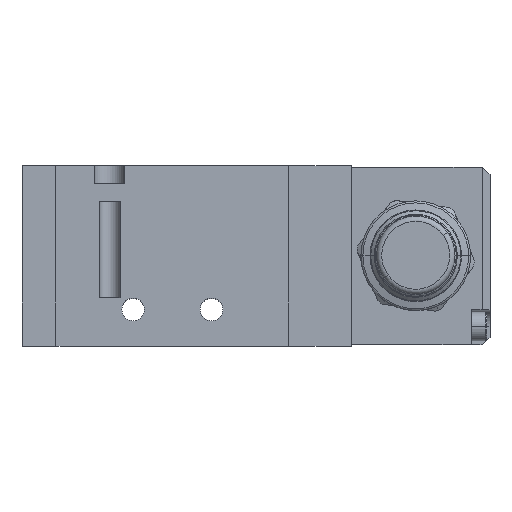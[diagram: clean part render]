
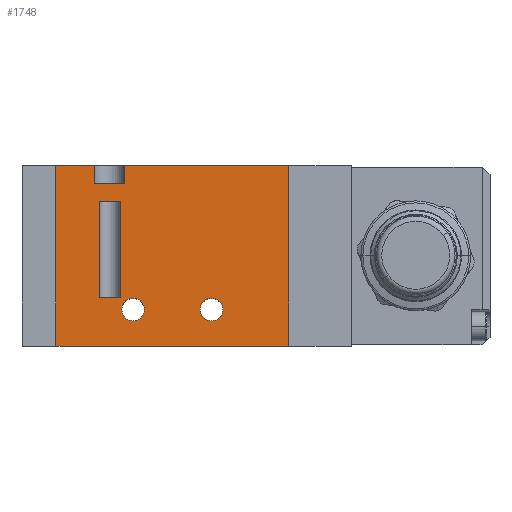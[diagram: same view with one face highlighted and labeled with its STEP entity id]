
A CAD part, top view. The second image highlights one B-rep face of the part: STEP entity #1748.
In plain terms, the highlighted planar face has unit normal (0, 0, 1).
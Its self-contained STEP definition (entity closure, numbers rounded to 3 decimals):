
#1748 = ADVANCED_FACE ( 'NONE', ( #3864, #3865, #3866, #3867 ), #12414, .T. ) ;
#3328 = EDGE_LOOP ( 'NONE', ( #11525, #11526 ) ) ;
#3329 = EDGE_LOOP ( 'NONE', ( #11527, #11528 ) ) ;
#3330 = EDGE_LOOP ( 'NONE', ( #11529, #11530, #11531, #11532, #11533, #11534, #11535, #11536 ) ) ;
#3351 = EDGE_LOOP ( 'NONE', ( #11537, #11538, #11539, #11540 ) ) ;
#3864 = FACE_BOUND ( 'NONE', #3328, .T. ) ;
#3865 = FACE_BOUND ( 'NONE', #3329, .T. ) ;
#3866 = FACE_OUTER_BOUND ( 'NONE', #3330, .T. ) ;
#3867 = FACE_BOUND ( 'NONE', #3351, .T. ) ;
#4521 = CARTESIAN_POINT ( 'NONE',  ( -7.5, -10.25, 11.5 ) ) ;
#4522 = DIRECTION ( 'NONE',  ( 0., 0., -1. ) ) ;
#4523 = DIRECTION ( 'NONE',  ( -1., 0., 0. ) ) ;
#4531 = CARTESIAN_POINT ( 'NONE',  ( 7.5, -10.25, 11.5 ) ) ;
#4532 = DIRECTION ( 'NONE',  ( 0., 0., -1. ) ) ;
#4533 = DIRECTION ( 'NONE',  ( -1., 0., 0. ) ) ;
#4657 = CARTESIAN_POINT ( 'NONE',  ( -7.5, -10.25, 11.5 ) ) ;
#4658 = DIRECTION ( 'NONE',  ( 0., 0., -1. ) ) ;
#4659 = DIRECTION ( 'NONE',  ( -1., 0., 0. ) ) ;
#4660 = CARTESIAN_POINT ( 'NONE',  ( 7.5, -10.25, 11.5 ) ) ;
#4661 = DIRECTION ( 'NONE',  ( 0., 0., -1. ) ) ;
#4662 = DIRECTION ( 'NONE',  ( -1., 0., 0. ) ) ;
#4663 = CARTESIAN_POINT ( 'NONE',  ( -9.1, 13.75, 11.5 ) ) ;
#4664 = DIRECTION ( 'NONE',  ( 0., 1., 0. ) ) ;
#4665 = CARTESIAN_POINT ( 'NONE',  ( -14.9, 13.75, 11.5 ) ) ;
#4666 = DIRECTION ( 'NONE',  ( 1., 0., 0. ) ) ;
#4667 = CARTESIAN_POINT ( 'NONE',  ( -14.9, 13.75, 11.5 ) ) ;
#4668 = DIRECTION ( 'NONE',  ( 0., 1., 0. ) ) ;
#4669 = CARTESIAN_POINT ( 'NONE',  ( -22.25, 17.25, 11.5 ) ) ;
#4670 = DIRECTION ( 'NONE',  ( 1., 0., 0. ) ) ;
#4671 = CARTESIAN_POINT ( 'NONE',  ( -22.25, -17.25, 11.5 ) ) ;
#4672 = DIRECTION ( 'NONE',  ( 0., 1., 0. ) ) ;
#4673 = CARTESIAN_POINT ( 'NONE',  ( -22.25, -17.25, 11.5 ) ) ;
#4674 = DIRECTION ( 'NONE',  ( 1., 0., 0. ) ) ;
#4675 = CARTESIAN_POINT ( 'NONE',  ( 22.25, -17.25, 11.5 ) ) ;
#4676 = DIRECTION ( 'NONE',  ( 0., 1., 0. ) ) ;
#4677 = CARTESIAN_POINT ( 'NONE',  ( -22.25, 17.25, 11.5 ) ) ;
#4678 = DIRECTION ( 'NONE',  ( 1., 0., 0. ) ) ;
#4679 = CARTESIAN_POINT ( 'NONE',  ( -10., -8.05, 11.5 ) ) ;
#4680 = DIRECTION ( 'NONE',  ( 0., 1., 0. ) ) ;
#4681 = CARTESIAN_POINT ( 'NONE',  ( -10., -8.05, 11.5 ) ) ;
#4682 = DIRECTION ( 'NONE',  ( 1., 0., 0. ) ) ;
#4683 = CARTESIAN_POINT ( 'NONE',  ( -14., -8.05, 11.5 ) ) ;
#4684 = DIRECTION ( 'NONE',  ( 0., 1., 0. ) ) ;
#4685 = CARTESIAN_POINT ( 'NONE',  ( -10., 10.45, 11.5 ) ) ;
#4686 = DIRECTION ( 'NONE',  ( 1., 0., 0. ) ) ;
#6224 = CARTESIAN_POINT ( 'NONE',  ( -5.35, -10.25, 11.5 ) ) ;
#6225 = CARTESIAN_POINT ( 'NONE',  ( -9.65, -10.25, 11.5 ) ) ;
#6228 = CARTESIAN_POINT ( 'NONE',  ( 9.65, -10.25, 11.5 ) ) ;
#6229 = CARTESIAN_POINT ( 'NONE',  ( 5.35, -10.25, 11.5 ) ) ;
#6277 = CARTESIAN_POINT ( 'NONE',  ( -9.1, 13.75, 11.5 ) ) ;
#6278 = CARTESIAN_POINT ( 'NONE',  ( -9.1, 17.25, 11.5 ) ) ;
#6279 = CARTESIAN_POINT ( 'NONE',  ( -14.9, 13.75, 11.5 ) ) ;
#6280 = CARTESIAN_POINT ( 'NONE',  ( -14.9, 17.25, 11.5 ) ) ;
#6281 = CARTESIAN_POINT ( 'NONE',  ( -22.25, 17.25, 11.5 ) ) ;
#6282 = CARTESIAN_POINT ( 'NONE',  ( -22.25, -17.25, 11.5 ) ) ;
#6283 = CARTESIAN_POINT ( 'NONE',  ( 22.25, -17.25, 11.5 ) ) ;
#6284 = CARTESIAN_POINT ( 'NONE',  ( 22.25, 17.25, 11.5 ) ) ;
#6285 = CARTESIAN_POINT ( 'NONE',  ( -10., -8.05, 11.5 ) ) ;
#6286 = CARTESIAN_POINT ( 'NONE',  ( -10., 10.45, 11.5 ) ) ;
#6287 = CARTESIAN_POINT ( 'NONE',  ( -14., -8.05, 11.5 ) ) ;
#6288 = CARTESIAN_POINT ( 'NONE',  ( -14., 10.45, 11.5 ) ) ;
#6951 = EDGE_CURVE ( 'NONE', #10603, #10604, #10142, .T. ) ;
#6955 = EDGE_CURVE ( 'NONE', #10607, #10608, #10148, .T. ) ;
#7005 = EDGE_CURVE ( 'NONE', #10604, #10603, #10221, .T. ) ;
#7006 = EDGE_CURVE ( 'NONE', #10608, #10607, #10223, .T. ) ;
#7007 = EDGE_CURVE ( 'NONE', #10656, #10657, #10222, .T. ) ;
#7008 = EDGE_CURVE ( 'NONE', #10658, #10656, #10225, .T. ) ;
#7009 = EDGE_CURVE ( 'NONE', #10658, #10659, #10227, .T. ) ;
#7010 = EDGE_CURVE ( 'NONE', #10660, #10659, #10229, .T. ) ;
#7011 = EDGE_CURVE ( 'NONE', #10661, #10660, #10231, .T. ) ;
#7012 = EDGE_CURVE ( 'NONE', #10661, #10662, #10233, .T. ) ;
#7013 = EDGE_CURVE ( 'NONE', #10662, #10663, #10235, .T. ) ;
#7014 = EDGE_CURVE ( 'NONE', #10657, #10663, #10237, .T. ) ;
#7015 = EDGE_CURVE ( 'NONE', #10664, #10665, #10239, .T. ) ;
#7016 = EDGE_CURVE ( 'NONE', #10666, #10664, #10241, .T. ) ;
#7017 = EDGE_CURVE ( 'NONE', #10666, #10667, #10243, .T. ) ;
#7018 = EDGE_CURVE ( 'NONE', #10667, #10665, #10245, .T. ) ;
#10142 = CIRCLE ( 'NONE', #11844, 2.15 ) ;
#10148 = CIRCLE ( 'NONE', #11846, 2.15 ) ;
#10221 = CIRCLE ( 'NONE', #11872, 2.15 ) ;
#10222 = LINE ( 'NONE', #4663, #10224 ) ;
#10223 = CIRCLE ( 'NONE', #11873, 2.15 ) ;
#10224 = VECTOR ( 'NONE', #4664, 1000. ) ;
#10225 = LINE ( 'NONE', #4665, #10226 ) ;
#10226 = VECTOR ( 'NONE', #4666, 1000. ) ;
#10227 = LINE ( 'NONE', #4667, #10228 ) ;
#10228 = VECTOR ( 'NONE', #4668, 1000. ) ;
#10229 = LINE ( 'NONE', #4669, #10230 ) ;
#10230 = VECTOR ( 'NONE', #4670, 1000. ) ;
#10231 = LINE ( 'NONE', #4671, #10232 ) ;
#10232 = VECTOR ( 'NONE', #4672, 1000. ) ;
#10233 = LINE ( 'NONE', #4673, #10234 ) ;
#10234 = VECTOR ( 'NONE', #4674, 1000. ) ;
#10235 = LINE ( 'NONE', #4675, #10236 ) ;
#10236 = VECTOR ( 'NONE', #4676, 1000. ) ;
#10237 = LINE ( 'NONE', #4677, #10238 ) ;
#10238 = VECTOR ( 'NONE', #4678, 1000. ) ;
#10239 = LINE ( 'NONE', #4679, #10240 ) ;
#10240 = VECTOR ( 'NONE', #4680, 1000. ) ;
#10241 = LINE ( 'NONE', #4681, #10242 ) ;
#10242 = VECTOR ( 'NONE', #4682, 1000. ) ;
#10243 = LINE ( 'NONE', #4683, #10244 ) ;
#10244 = VECTOR ( 'NONE', #4684, 1000. ) ;
#10245 = LINE ( 'NONE', #4685, #10246 ) ;
#10246 = VECTOR ( 'NONE', #4686, 1000. ) ;
#10603 = VERTEX_POINT ( 'NONE', #6224 ) ;
#10604 = VERTEX_POINT ( 'NONE', #6225 ) ;
#10607 = VERTEX_POINT ( 'NONE', #6228 ) ;
#10608 = VERTEX_POINT ( 'NONE', #6229 ) ;
#10656 = VERTEX_POINT ( 'NONE', #6277 ) ;
#10657 = VERTEX_POINT ( 'NONE', #6278 ) ;
#10658 = VERTEX_POINT ( 'NONE', #6279 ) ;
#10659 = VERTEX_POINT ( 'NONE', #6280 ) ;
#10660 = VERTEX_POINT ( 'NONE', #6281 ) ;
#10661 = VERTEX_POINT ( 'NONE', #6282 ) ;
#10662 = VERTEX_POINT ( 'NONE', #6283 ) ;
#10663 = VERTEX_POINT ( 'NONE', #6284 ) ;
#10664 = VERTEX_POINT ( 'NONE', #6285 ) ;
#10665 = VERTEX_POINT ( 'NONE', #6286 ) ;
#10666 = VERTEX_POINT ( 'NONE', #6287 ) ;
#10667 = VERTEX_POINT ( 'NONE', #6288 ) ;
#11525 = ORIENTED_EDGE ( 'NONE', *, *, #7005, .T. ) ;
#11526 = ORIENTED_EDGE ( 'NONE', *, *, #6951, .T. ) ;
#11527 = ORIENTED_EDGE ( 'NONE', *, *, #7006, .T. ) ;
#11528 = ORIENTED_EDGE ( 'NONE', *, *, #6955, .T. ) ;
#11529 = ORIENTED_EDGE ( 'NONE', *, *, #7007, .F. ) ;
#11530 = ORIENTED_EDGE ( 'NONE', *, *, #7008, .F. ) ;
#11531 = ORIENTED_EDGE ( 'NONE', *, *, #7009, .T. ) ;
#11532 = ORIENTED_EDGE ( 'NONE', *, *, #7010, .F. ) ;
#11533 = ORIENTED_EDGE ( 'NONE', *, *, #7011, .F. ) ;
#11534 = ORIENTED_EDGE ( 'NONE', *, *, #7012, .T. ) ;
#11535 = ORIENTED_EDGE ( 'NONE', *, *, #7013, .T. ) ;
#11536 = ORIENTED_EDGE ( 'NONE', *, *, #7014, .F. ) ;
#11537 = ORIENTED_EDGE ( 'NONE', *, *, #7015, .F. ) ;
#11538 = ORIENTED_EDGE ( 'NONE', *, *, #7016, .F. ) ;
#11539 = ORIENTED_EDGE ( 'NONE', *, *, #7017, .T. ) ;
#11540 = ORIENTED_EDGE ( 'NONE', *, *, #7018, .T. ) ;
#11730 = AXIS2_PLACEMENT_3D ( 'NONE', #12415, #12416, #12417 ) ;
#11844 = AXIS2_PLACEMENT_3D ( 'NONE', #4521, #4522, #4523 ) ;
#11846 = AXIS2_PLACEMENT_3D ( 'NONE', #4531, #4532, #4533 ) ;
#11872 = AXIS2_PLACEMENT_3D ( 'NONE', #4657, #4658, #4659 ) ;
#11873 = AXIS2_PLACEMENT_3D ( 'NONE', #4660, #4661, #4662 ) ;
#12414 = PLANE ( 'NONE',  #11730 ) ;
#12415 = CARTESIAN_POINT ( 'NONE',  ( -22.25, -17.25, 11.5 ) ) ;
#12416 = DIRECTION ( 'NONE',  ( 0., 0., 1. ) ) ;
#12417 = DIRECTION ( 'NONE',  ( 1., 0., 0. ) ) ;
